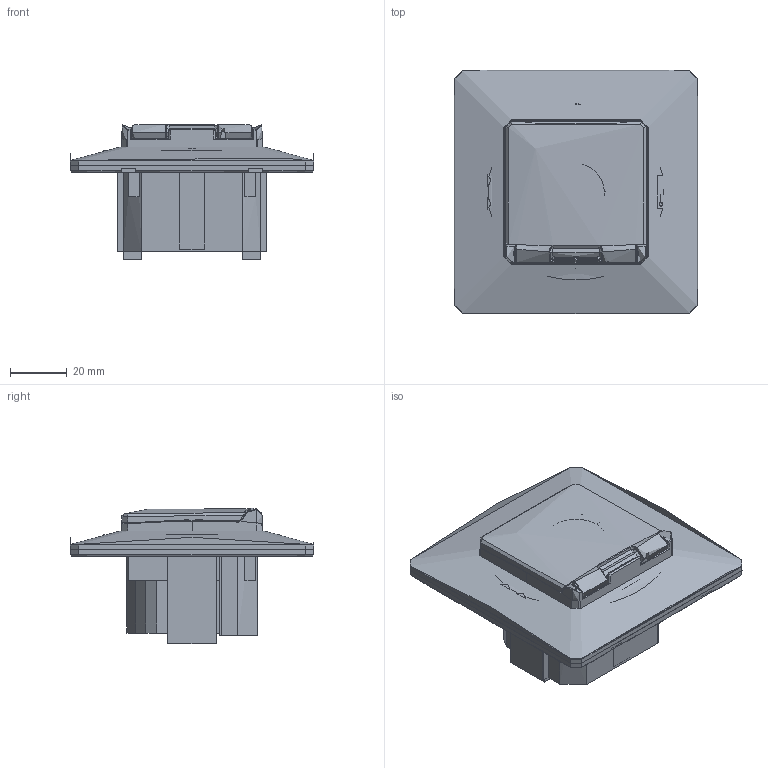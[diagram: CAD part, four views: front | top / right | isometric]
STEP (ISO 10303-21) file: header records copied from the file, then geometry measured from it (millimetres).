
FILE_DESCRIPTION (( 'STEP AP203' ), '1' );
FILE_NAME ('Rozetka_s_z_sh_IP44.STEP', '2025-06-25T20:55:51', ( '' ), ( '' ), 'SwSTEP 2.0', 'SolidWorks 2022', '' );
FILE_SCHEMA (( 'CONFIG_CONTROL_DESIGN' ));
Length unit declared in the file: millimetre
Products named in the file (1): Rozetka_s_z_sh_IP44
Bounding box: 86 x 86 x 48.05 mm (x, y, z)
Topology: 0 solids, 22 shells, 1490 faces, 4034 edges, 2600 vertices
Faces by surface type: plane 960, bspline 291, cylinder 169, cone 42, sphere 17, torus 11
Entity records: 76408 total; most frequent: CARTESIAN_POINT 48127, ORIENTED_EDGE 8018, EDGE_CURVE 4021, B_SPLINE_CURVE_WITH_KNOTS 3946, VERTEX_POINT 2595, DIRECTION 2412, EDGE_LOOP 1533, ADVANCED_FACE 1490
